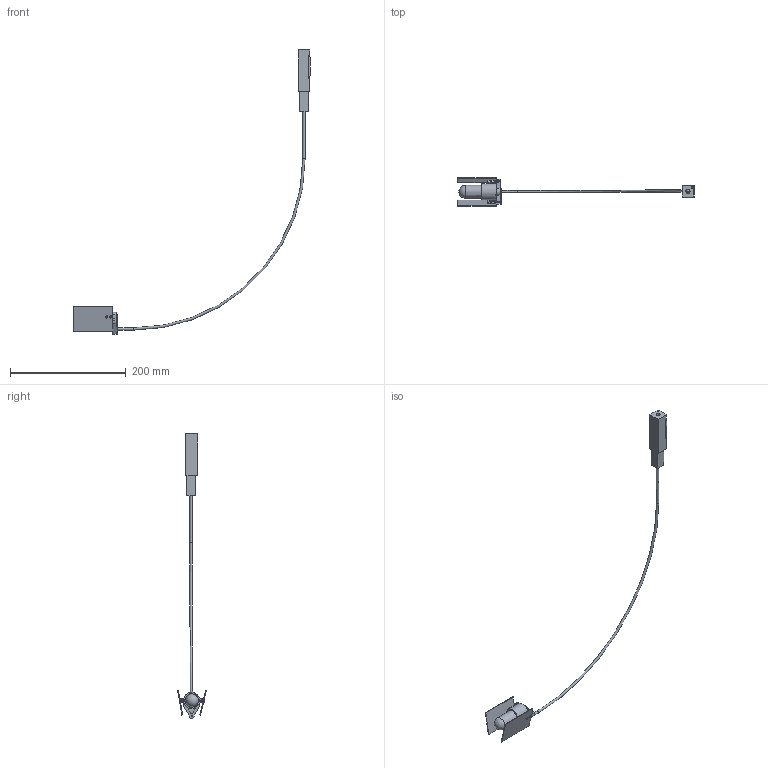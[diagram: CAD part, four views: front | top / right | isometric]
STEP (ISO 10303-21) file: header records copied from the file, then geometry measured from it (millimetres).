
FILE_DESCRIPTION(/* description */ (''),/* implementation_level */ '2;1');
FILE_NAME(/* name */ 'F301945150CRNE.stp',/* time_stamp */ '2020-01-16T11:29:55+01:00',/* author */ ('sghezzi'),/* organization */ (''),/* preprocessor_version */ 'ST-DEVELOPER v17.2',/* originating_system */ 'Autodesk Inventor 2019',/* authorisation */ '');
FILE_SCHEMA (('AUTOMOTIVE_DESIGN { 1 0 10303 214 3 1 1 }'));
Length unit declared in the file: millimetre
Products named in the file (21): Falena_3016+3019; 070018050; 055005000; 006301600; 065015032; 070018030; 070018002; 070018001; 070018040; 065015010; 065015030; 005301600; 065020001; 065007480; 070018060; 020011100; Copia di stelo+coperchio saldati; COPERCHIO_SUPPORTO; stelo attuale; 0070018100 Supp Femm Falena; 070018110 STAFFA FISS FALENA PAR 3019 
Assembly tree (30 placements, depth 3):
  Falena_3016+3019
    070018050
    055005000
    006301600
    065015032
    070018030
    070018002
    070018001
    070018040  x2
    065015010  x4
    065015030  x3
    005301600
    065020001  x3
    065007480  x2
    070018060  x2
    020011100
    Copia di stelo+coperchio saldati
      COPERCHIO_SUPPORTO
      stelo attuale
    0070018100 Supp Femm Falena
    070018110 STAFFA FISS FALENA PAR 3019 
Bounding box: 408.52 x 49.58 x 490.56 mm (x, y, z)
Volume: 59627.5 mm3; surface area: 57527.3 mm2
Topology: 29 solids, 29 shells, 489 faces, 1166 edges, 774 vertices
Faces by surface type: plane 329, cylinder 114, cone 38, bspline 4, torus 2, sphere 2
Full cylindrical faces by diameter (mm): 1.7 x4, 1.9 x3, 2 x8, 2.2 x3, 2.459 x2, 2.5 x4, 2.7 x2, 2.9 x3, 3 x17, 3.05 x2, 3.2 x2, 3.7 x4, 4 x7, 4.1 x1, 4.2 x1, 4.917 x1, 5 x2, 6 x3, 7 x1, 8 x1, 11 x2, 11.2 x1, 12.3 x1, 14.9 x1, 15.1 x1, 17 x1, 19.6 x1, 22 x1, 24 x1, 28 x1
Entity records: 10715 total; most frequent: CARTESIAN_POINT 2044, DIRECTION 1731, ORIENTED_EDGE 1536, EDGE_CURVE 768, AXIS2_PLACEMENT_3D 618, VERTEX_POINT 512, LINE 495, VECTOR 495
